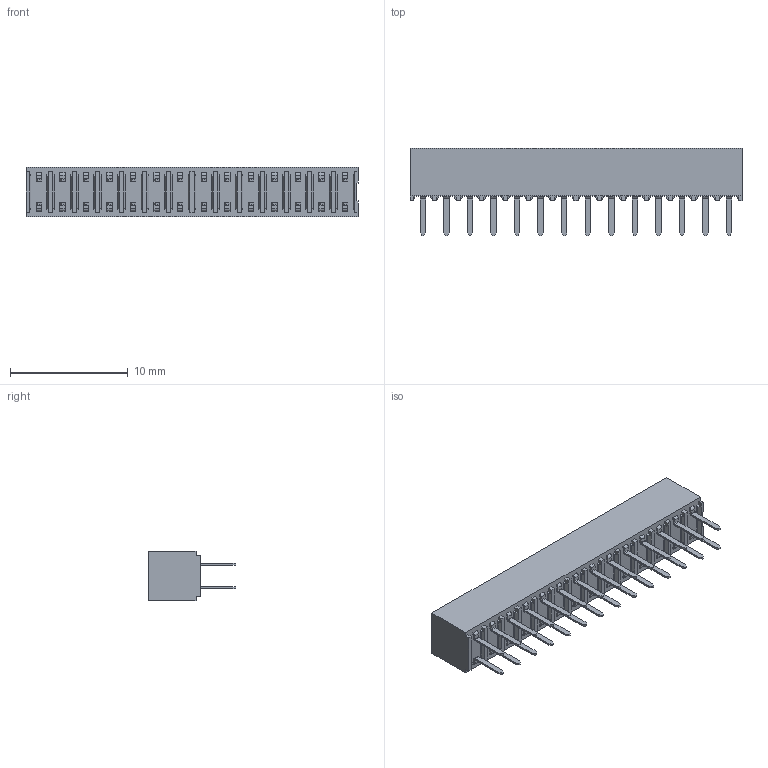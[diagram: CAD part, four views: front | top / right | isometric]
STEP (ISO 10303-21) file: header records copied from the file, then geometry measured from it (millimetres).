
FILE_DESCRIPTION((''),'2;1');
FILE_NAME('791077013','2013-09-26T',('me'),(''),'PRO/ENGINEER BY PARAMETRIC TECHNOLOGY CORPORATION, 2011490','PRO/ENGINEER BY PARAMETRIC TECHNOLOGY CORPORATION, 2011490','');
FILE_SCHEMA(('CONFIG_CONTROL_DESIGN'));
Length unit declared in the file: millimetre
Products named in the file (1): 791077013
Bounding box: 28.19 x 7.44 x 4.19 mm (x, y, z)
Volume: 404.4 mm3; surface area: 1328.3 mm2
Topology: 1 solids, 1 shells, 1720 faces, 4521 edges, 2958 vertices
Faces by surface type: plane 1496, cylinder 224
Entity records: 52052 total; most frequent: CARTESIAN_POINT 9144, ORIENTED_EDGE 8930, DIRECTION 8467, EDGE_CURVE 4465, VECTOR 4017, LINE 4017, VERTEX_POINT 2902, AXIS2_PLACEMENT_3D 2225
